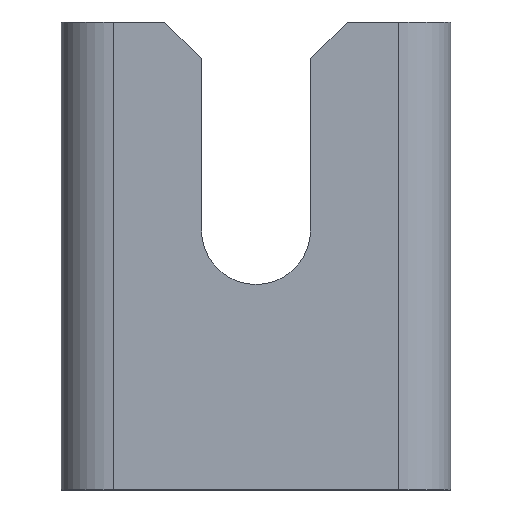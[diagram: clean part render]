
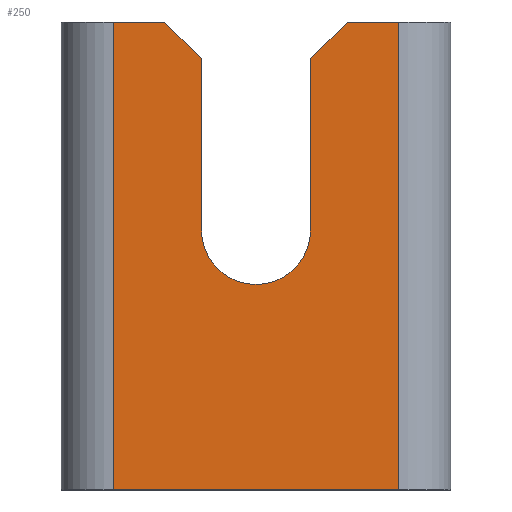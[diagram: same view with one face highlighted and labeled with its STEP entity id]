
A CAD part, top view. The second image highlights one B-rep face of the part: STEP entity #250.
In plain terms, the highlighted planar face has unit normal (0, 0, 1).
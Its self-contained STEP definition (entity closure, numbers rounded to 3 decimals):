
#163=CARTESIAN_POINT('Axis2P3D Location',(5.5,0.,3.75)) ;
#168=CARTESIAN_POINT('Line Origine',(2.807,12.293,3.75)) ;
#172=CARTESIAN_POINT('Vertex',(3.514,13.,3.75)) ;
#174=CARTESIAN_POINT('Vertex',(2.1,11.586,3.75)) ;
#177=CARTESIAN_POINT('Line Origine',(2.1,8.293,3.75)) ;
#181=CARTESIAN_POINT('Vertex',(2.1,5.,3.75)) ;
#184=CARTESIAN_POINT('Axis2P3D Location',(0.,5.,3.75)) ;
#188=CARTESIAN_POINT('Vertex',(-2.1,5.,3.75)) ;
#191=CARTESIAN_POINT('Line Origine',(-2.1,8.293,3.75)) ;
#195=CARTESIAN_POINT('Vertex',(-2.1,11.586,3.75)) ;
#198=CARTESIAN_POINT('Line Origine',(-2.807,12.293,3.75)) ;
#202=CARTESIAN_POINT('Vertex',(-3.514,13.,3.75)) ;
#205=CARTESIAN_POINT('Line Origine',(-4.507,13.,3.75)) ;
#209=CARTESIAN_POINT('Vertex',(-5.5,13.,3.75)) ;
#212=CARTESIAN_POINT('Line Origine',(-5.5,4.,3.75)) ;
#216=CARTESIAN_POINT('Vertex',(-5.5,-5.,3.75)) ;
#219=CARTESIAN_POINT('Line Origine',(0.,-5.,3.75)) ;
#223=CARTESIAN_POINT('Vertex',(5.5,-5.,3.75)) ;
#226=CARTESIAN_POINT('Line Origine',(5.5,4.,3.75)) ;
#230=CARTESIAN_POINT('Vertex',(5.5,13.,3.75)) ;
#233=CARTESIAN_POINT('Line Origine',(4.507,13.,3.75)) ;
#164=DIRECTION('Axis2P3D Direction',(0.,0.,-1.)) ;
#165=DIRECTION('Axis2P3D XDirection',(-1.,0.,0.)) ;
#169=DIRECTION('Vector Direction',(-0.707,-0.707,0.)) ;
#178=DIRECTION('Vector Direction',(0.,-1.,0.)) ;
#185=DIRECTION('Axis2P3D Direction',(0.,0.,-1.)) ;
#192=DIRECTION('Vector Direction',(0.,1.,0.)) ;
#199=DIRECTION('Vector Direction',(0.707,-0.707,0.)) ;
#206=DIRECTION('Vector Direction',(-1.,0.,0.)) ;
#213=DIRECTION('Vector Direction',(0.,1.,0.)) ;
#220=DIRECTION('Vector Direction',(-1.,0.,0.)) ;
#227=DIRECTION('Vector Direction',(0.,1.,0.)) ;
#234=DIRECTION('Vector Direction',(-1.,0.,0.)) ;
#166=AXIS2_PLACEMENT_3D('Plane Axis2P3D',#163,#164,#165) ;
#186=AXIS2_PLACEMENT_3D('Circle Axis2P3D',#184,#185,$) ;
#239=ORIENTED_EDGE('',*,*,#176,.T.) ;
#240=ORIENTED_EDGE('',*,*,#183,.T.) ;
#241=ORIENTED_EDGE('',*,*,#190,.T.) ;
#242=ORIENTED_EDGE('',*,*,#197,.T.) ;
#243=ORIENTED_EDGE('',*,*,#204,.F.) ;
#244=ORIENTED_EDGE('',*,*,#211,.F.) ;
#245=ORIENTED_EDGE('',*,*,#218,.F.) ;
#246=ORIENTED_EDGE('',*,*,#225,.T.) ;
#247=ORIENTED_EDGE('',*,*,#232,.T.) ;
#248=ORIENTED_EDGE('',*,*,#237,.F.) ;
#170=VECTOR('Line Direction',#169,1.) ;
#179=VECTOR('Line Direction',#178,1.) ;
#193=VECTOR('Line Direction',#192,1.) ;
#200=VECTOR('Line Direction',#199,1.) ;
#207=VECTOR('Line Direction',#206,1.) ;
#214=VECTOR('Line Direction',#213,1.) ;
#221=VECTOR('Line Direction',#220,1.) ;
#228=VECTOR('Line Direction',#227,1.) ;
#235=VECTOR('Line Direction',#234,1.) ;
#250=ADVANCED_FACE('Corps principal',(#249),#167,.F.) ;
#187=CIRCLE('generated circle',#186,2.1) ;
#176=EDGE_CURVE('',#173,#175,#171,.T.) ;
#183=EDGE_CURVE('',#175,#182,#180,.T.) ;
#190=EDGE_CURVE('',#182,#189,#187,.T.) ;
#197=EDGE_CURVE('',#189,#196,#194,.T.) ;
#204=EDGE_CURVE('',#203,#196,#201,.T.) ;
#211=EDGE_CURVE('',#210,#203,#208,.F.) ;
#218=EDGE_CURVE('',#217,#210,#215,.T.) ;
#225=EDGE_CURVE('',#217,#224,#222,.F.) ;
#232=EDGE_CURVE('',#224,#231,#229,.T.) ;
#237=EDGE_CURVE('',#173,#231,#236,.F.) ;
#238=EDGE_LOOP('',(#239,#240,#241,#242,#243,#244,#245,#246,#247,#248)) ;
#249=FACE_OUTER_BOUND('',#238,.T.) ;
#171=LINE('Line',#168,#170) ;
#180=LINE('Line',#177,#179) ;
#194=LINE('Line',#191,#193) ;
#201=LINE('Line',#198,#200) ;
#208=LINE('Line',#205,#207) ;
#215=LINE('Line',#212,#214) ;
#222=LINE('Line',#219,#221) ;
#229=LINE('Line',#226,#228) ;
#236=LINE('Line',#233,#235) ;
#167=PLANE('Plane',#166) ;
#173=VERTEX_POINT('',#172) ;
#175=VERTEX_POINT('',#174) ;
#182=VERTEX_POINT('',#181) ;
#189=VERTEX_POINT('',#188) ;
#196=VERTEX_POINT('',#195) ;
#203=VERTEX_POINT('',#202) ;
#210=VERTEX_POINT('',#209) ;
#217=VERTEX_POINT('',#216) ;
#224=VERTEX_POINT('',#223) ;
#231=VERTEX_POINT('',#230) ;
